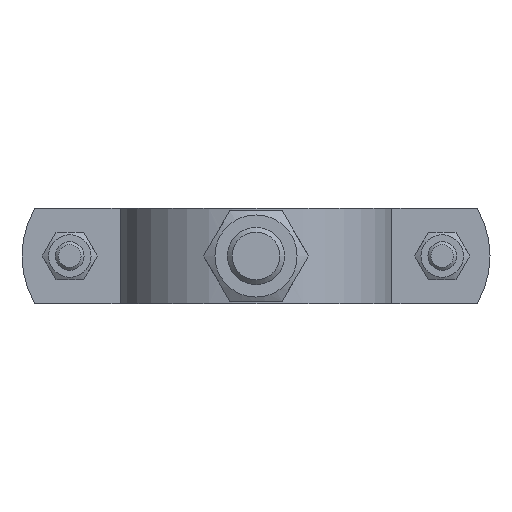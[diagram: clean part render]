
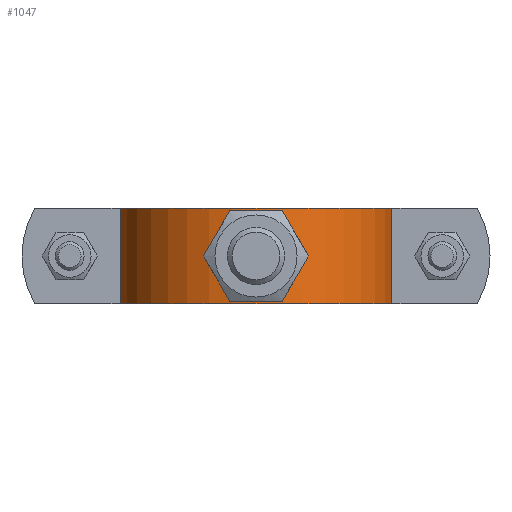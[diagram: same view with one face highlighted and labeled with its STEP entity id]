
A CAD part, front view. The second image highlights one B-rep face of the part: STEP entity #1047.
In plain terms, the highlighted cylindrical face has radius 29 mm (diameter 58 mm), a partial arc.
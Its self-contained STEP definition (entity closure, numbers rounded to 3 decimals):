
#605=CARTESIAN_POINT('',(6.,28.373,0.0));
#606=VERTEX_POINT('',#605);
#607=CARTESIAN_POINT('',(6.,28.373,0.0));
#608=CARTESIAN_POINT('',(6.,28.373,0.632));
#609=CARTESIAN_POINT('',(5.896,28.395,1.298));
#610=CARTESIAN_POINT('',(5.681,28.438,1.931));
#611=CARTESIAN_POINT('',(5.46,28.482,2.579));
#612=CARTESIAN_POINT('',(5.124,28.547,3.192));
#613=CARTESIAN_POINT('',(4.711,28.615,3.716));
#614=CARTESIAN_POINT('',(4.548,28.642,3.922));
#615=CARTESIAN_POINT('',(4.376,28.669,4.113));
#616=CARTESIAN_POINT('',(4.193,28.695,4.292));
#617=CARTESIAN_POINT('',(3.722,28.764,4.752));
#618=CARTESIAN_POINT('',(3.144,28.836,5.158));
#619=CARTESIAN_POINT('',(2.51,28.891,5.45));
#620=CARTESIAN_POINT('',(1.901,28.944,5.73));
#621=CARTESIAN_POINT('',(1.24,28.981,5.907));
#622=CARTESIAN_POINT('',(0.591,28.994,5.971));
#623=CARTESIAN_POINT('',(0.212,29.002,6.008));
#624=CARTESIAN_POINT('',(-0.155,29.002,6.01));
#625=CARTESIAN_POINT('',(-0.532,28.995,5.976));
#626=CARTESIAN_POINT('',(-1.188,28.983,5.918));
#627=CARTESIAN_POINT('',(-1.859,28.947,5.745));
#628=CARTESIAN_POINT('',(-2.478,28.894,5.465));
#629=CARTESIAN_POINT('',(-3.086,28.842,5.189));
#630=CARTESIAN_POINT('',(-3.644,28.774,4.809));
#631=CARTESIAN_POINT('',(-4.107,28.708,4.374));
#632=CARTESIAN_POINT('',(-4.283,28.683,4.209));
#633=CARTESIAN_POINT('',(-4.447,28.657,4.035));
#634=CARTESIAN_POINT('',(-4.605,28.632,3.847));
#635=CARTESIAN_POINT('',(-5.028,28.564,3.34));
#636=CARTESIAN_POINT('',(-5.382,28.497,2.74));
#637=CARTESIAN_POINT('',(-5.621,28.45,2.099));
#638=CARTESIAN_POINT('',(-5.802,28.414,1.613));
#639=CARTESIAN_POINT('',(-5.919,28.39,1.104));
#640=CARTESIAN_POINT('',(-5.97,28.379,0.603));
#641=CARTESIAN_POINT('',(-6.008,28.371,0.225));
#642=CARTESIAN_POINT('',(-6.01,28.37,-0.141));
#643=CARTESIAN_POINT('',(-5.978,28.377,-0.518));
#644=CARTESIAN_POINT('',(-5.921,28.389,-1.169));
#645=CARTESIAN_POINT('',(-5.752,28.425,-1.835));
#646=CARTESIAN_POINT('',(-5.477,28.478,-2.45));
#647=CARTESIAN_POINT('',(-5.2,28.531,-3.069));
#648=CARTESIAN_POINT('',(-4.816,28.601,-3.636));
#649=CARTESIAN_POINT('',(-4.375,28.668,-4.106));
#650=CARTESIAN_POINT('',(-4.212,28.693,-4.28));
#651=CARTESIAN_POINT('',(-4.04,28.718,-4.443));
#652=CARTESIAN_POINT('',(-3.854,28.743,-4.599));
#653=CARTESIAN_POINT('',(-3.35,28.81,-5.021));
#654=CARTESIAN_POINT('',(-2.754,28.876,-5.374));
#655=CARTESIAN_POINT('',(-2.117,28.923,-5.614));
#656=CARTESIAN_POINT('',(-1.572,28.962,-5.82));
#657=CARTESIAN_POINT('',(-0.997,28.988,-5.943));
#658=CARTESIAN_POINT('',(-0.436,28.997,-5.984));
#659=CARTESIAN_POINT('',(-0.115,29.002,-6.008));
#660=CARTESIAN_POINT('',(0.198,29.001,-6.005));
#661=CARTESIAN_POINT('',(0.52,28.995,-5.977));
#662=CARTESIAN_POINT('',(1.17,28.984,-5.921));
#663=CARTESIAN_POINT('',(1.836,28.948,-5.752));
#664=CARTESIAN_POINT('',(2.451,28.896,-5.477));
#665=CARTESIAN_POINT('',(3.069,28.844,-5.2));
#666=CARTESIAN_POINT('',(3.637,28.775,-4.815));
#667=CARTESIAN_POINT('',(4.106,28.708,-4.375));
#668=CARTESIAN_POINT('',(4.282,28.683,-4.21));
#669=CARTESIAN_POINT('',(4.445,28.658,-4.037));
#670=CARTESIAN_POINT('',(4.602,28.633,-3.85));
#671=CARTESIAN_POINT('',(5.04,28.562,-3.327));
#672=CARTESIAN_POINT('',(5.403,28.493,-2.703));
#673=CARTESIAN_POINT('',(5.643,28.446,-2.039));
#674=CARTESIAN_POINT('',(5.868,28.401,-1.415));
#675=CARTESIAN_POINT('',(5.986,28.376,-0.755));
#676=CARTESIAN_POINT('',(5.999,28.373,-0.124));
#677=CARTESIAN_POINT('',(6.,28.373,-0.082));
#678=CARTESIAN_POINT('',(6.,28.373,-0.041));
#679=CARTESIAN_POINT('',(6.,28.373,0.0));
#680=B_SPLINE_CURVE_WITH_KNOTS('',3,(#607,#608,#609,#610,#611,#612,#613,#614,#615,#616,#617,#618,#619,#620,#621,#622,#623,#624,#625,#626,#627,#628,#629,#630,#631,#632,#633,#634,#635,#636,#637,#638,#639,#640,#641,#642,#643,#644,#645,#646,#647,#648,#649,#650,#651,#652,#653,#654,#655,#656,#657,#658,#659,#660,#661,#662,#663,#664,#665,#666,#667,#668,#669,#670,#671,#672,#673,#674,#675,#676,#677,#678,#679),.UNSPECIFIED.,.T.,.U.,(4,3,3,3,3,3,3,3,3,3,3,3,3,3,3,3,3,3,3,3,3,3,3,3,4),(0.0,0.19,0.384,0.46,0.658,0.849,0.959,1.152,1.341,1.413,1.607,1.754,1.865,2.056,2.248,2.32,2.512,2.677,2.772,2.963,3.155,3.227,3.427,3.615,3.627),.UNSPECIFIED.);
#681=EDGE_CURVE('',#606,#606,#680,.T.);
#865=CARTESIAN_POINT('',(28.474,5.5,10.0));
#866=VERTEX_POINT('',#865);
#873=CARTESIAN_POINT('',(-28.474,5.5,10.0));
#874=VERTEX_POINT('',#873);
#875=CARTESIAN_POINT('',(0.0,0.0,10.0));
#876=DIRECTION('',(0.0,0.0,-1.0));
#877=DIRECTION('',(-0.982,-0.19,0.0));
#878=AXIS2_PLACEMENT_3D('',#875,#876,#877);
#879=CIRCLE('',#878,29.0);
#880=EDGE_CURVE('',#874,#866,#879,.T.);
#920=CARTESIAN_POINT('',(28.474,5.5,-10.0));
#921=VERTEX_POINT('',#920);
#928=CARTESIAN_POINT('',(28.474,5.5,10.0));
#929=DIRECTION('',(0.0,0.0,-1.0));
#930=VECTOR('',#929,20.0);
#931=LINE('',#928,#930);
#932=EDGE_CURVE('',#866,#921,#931,.T.);
#1009=CARTESIAN_POINT('',(-28.474,5.5,-10.0));
#1010=VERTEX_POINT('',#1009);
#1017=CARTESIAN_POINT('',(0.0,0.0,-10.0));
#1018=DIRECTION('',(0.0,0.0,1.0));
#1019=DIRECTION('',(-0.982,-0.19,0.0));
#1020=AXIS2_PLACEMENT_3D('',#1017,#1018,#1019);
#1021=CIRCLE('',#1020,29.0);
#1022=EDGE_CURVE('',#921,#1010,#1021,.T.);
#1028=CARTESIAN_POINT('',(0.0,0.0,0.0));
#1029=DIRECTION('',(0.0,0.0,1.0));
#1030=DIRECTION('',(-0.982,-0.19,0.0));
#1031=AXIS2_PLACEMENT_3D('',#1028,#1029,#1030);
#1032=CYLINDRICAL_SURFACE('',#1031,29.0);
#1033=ORIENTED_EDGE('',*,*,#880,.T.);
#1034=ORIENTED_EDGE('',*,*,#932,.T.);
#1035=ORIENTED_EDGE('',*,*,#1022,.T.);
#1036=CARTESIAN_POINT('',(-28.474,5.5,10.0));
#1037=DIRECTION('',(0.0,0.0,-1.0));
#1038=VECTOR('',#1037,20.0);
#1039=LINE('',#1036,#1038);
#1040=EDGE_CURVE('',#874,#1010,#1039,.T.);
#1041=ORIENTED_EDGE('',*,*,#1040,.F.);
#1042=EDGE_LOOP('',(#1033,#1034,#1035,#1041));
#1043=FACE_OUTER_BOUND('',#1042,.T.);
#1044=ORIENTED_EDGE('',*,*,#681,.T.);
#1045=EDGE_LOOP('',(#1044));
#1046=FACE_BOUND('',#1045,.T.);
#1047=ADVANCED_FACE('',(#1043,#1046),#1032,.T.);
